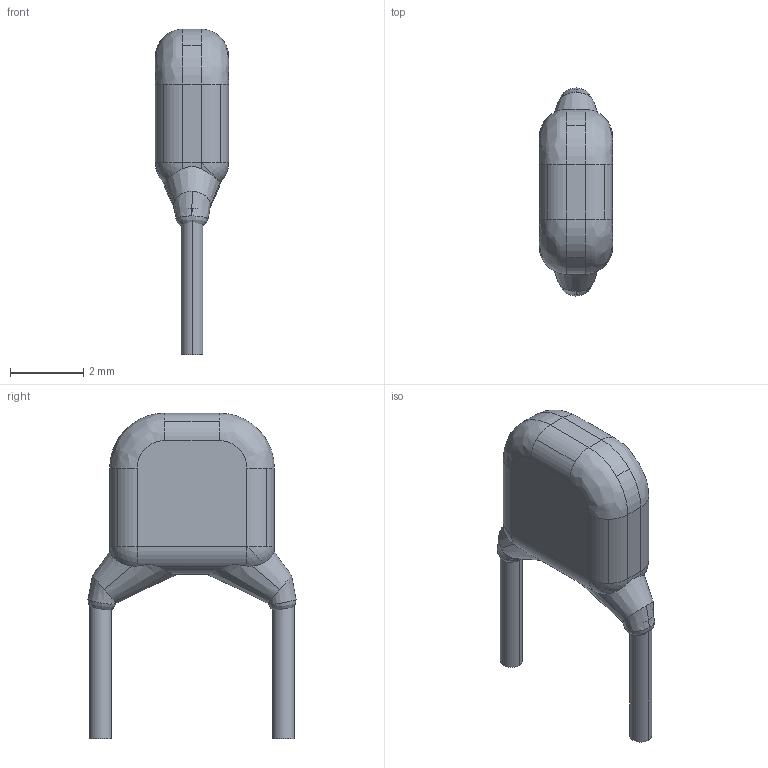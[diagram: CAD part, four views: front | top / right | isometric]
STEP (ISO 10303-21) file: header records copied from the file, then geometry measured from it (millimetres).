
FILE_DESCRIPTION (( 'STEP AP214' ), '1' );
FILE_NAME ('CAP_DIP_5.0mm2.STEP', '2023-04-17T14:41:08', ( 'Elessar' ), ( '' ), 'SwSTEP 2.0', 'SolidWorks 2018', '' );
FILE_SCHEMA (( 'AUTOMOTIVE_DESIGN' ));
Length unit declared in the file: millimetre
Products named in the file (1): CAP_DIP_5.0mm2
Bounding box: 2 x 5.69 x 8.9 mm (x, y, z)
Volume: 38.9 mm3; surface area: 82.5 mm2
Topology: 3 solids, 3 shells, 62 faces, 148 edges, 92 vertices
Faces by surface type: cylinder 26, bspline 12, plane 12, sphere 8, cone 4
Entity records: 2511 total; most frequent: CARTESIAN_POINT 1116, ORIENTED_EDGE 296, DIRECTION 256, EDGE_CURVE 148, AXIS2_PLACEMENT_3D 107, VERTEX_POINT 92, EDGE_LOOP 62, ADVANCED_FACE 62
